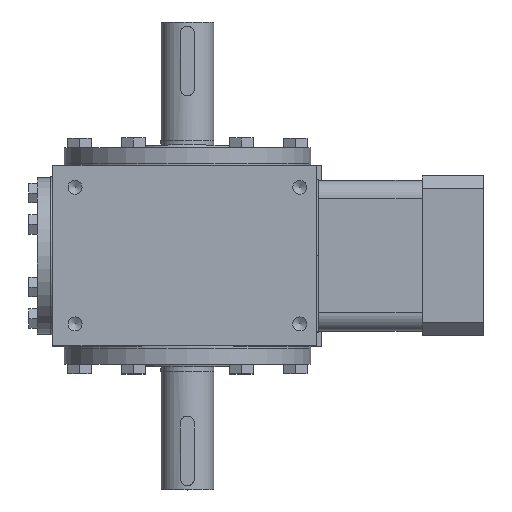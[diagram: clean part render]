
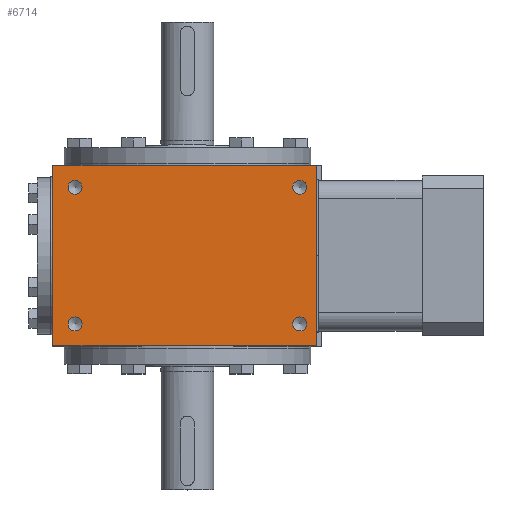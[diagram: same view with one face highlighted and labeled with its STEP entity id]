
A CAD part, top view. The second image highlights one B-rep face of the part: STEP entity #6714.
In plain terms, the highlighted planar face has unit normal (0, 0, 1).
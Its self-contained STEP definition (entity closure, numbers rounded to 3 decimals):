
#79=LINE('',#9121,#585);
#83=LINE('',#9130,#589);
#84=LINE('',#9132,#590);
#85=LINE('',#9134,#591);
#585=VECTOR('',#7651,1000.);
#589=VECTOR('',#7659,1000.);
#590=VECTOR('',#7660,1000.);
#591=VECTOR('',#7661,1000.);
#1085=PLANE('',#7096);
#1456=ORIENTED_EDGE('',*,*,#2740,.T.);
#1457=ORIENTED_EDGE('',*,*,#2746,.T.);
#1458=ORIENTED_EDGE('',*,*,#2752,.T.);
#1459=ORIENTED_EDGE('',*,*,#2785,.T.);
#1460=ORIENTED_EDGE('',*,*,#2786,.F.);
#1461=ORIENTED_EDGE('',*,*,#2787,.T.);
#1462=ORIENTED_EDGE('',*,*,#2788,.F.);
#1463=ORIENTED_EDGE('',*,*,#2781,.F.);
#2740=EDGE_CURVE('',#3412,#3412,#3909,.T.);
#2746=EDGE_CURVE('',#3420,#3420,#3915,.T.);
#2752=EDGE_CURVE('',#3428,#3428,#3921,.T.);
#2781=EDGE_CURVE('',#3457,#3459,#79,.T.);
#2785=EDGE_CURVE('',#3461,#3461,#3939,.T.);
#2786=EDGE_CURVE('',#3462,#3457,#83,.T.);
#2787=EDGE_CURVE('',#3462,#3463,#84,.T.);
#2788=EDGE_CURVE('',#3459,#3463,#85,.T.);
#3412=VERTEX_POINT('',#9012);
#3420=VERTEX_POINT('',#9032);
#3428=VERTEX_POINT('',#9052);
#3457=VERTEX_POINT('',#9119);
#3459=VERTEX_POINT('',#9122);
#3461=VERTEX_POINT('',#9129);
#3462=VERTEX_POINT('',#9131);
#3463=VERTEX_POINT('',#9133);
#3909=CIRCLE('',#7044,5.053);
#3915=CIRCLE('',#7056,5.053);
#3921=CIRCLE('',#7068,5.053);
#3939=CIRCLE('',#7097,5.053);
#4109=EDGE_LOOP('',(#1456));
#4110=EDGE_LOOP('',(#1457));
#4111=EDGE_LOOP('',(#1458));
#4112=EDGE_LOOP('',(#1459));
#4113=EDGE_LOOP('',(#1460,#1461,#1462,#1463));
#4575=FACE_BOUND('',#4109,.T.);
#4576=FACE_BOUND('',#4110,.T.);
#4577=FACE_BOUND('',#4111,.T.);
#4578=FACE_BOUND('',#4112,.T.);
#4579=FACE_BOUND('',#4113,.T.);
#6714=ADVANCED_FACE('',(#4575,#4576,#4577,#4578,#4579),#1085,.T.);
#7044=AXIS2_PLACEMENT_3D('',#9011,#7536,#7537);
#7056=AXIS2_PLACEMENT_3D('',#9031,#7560,#7561);
#7068=AXIS2_PLACEMENT_3D('',#9051,#7584,#7585);
#7096=AXIS2_PLACEMENT_3D('',#9127,#7655,#7656);
#7097=AXIS2_PLACEMENT_3D('',#9128,#7657,#7658);
#7536=DIRECTION('',(0.,0.,-1.));
#7537=DIRECTION('',(0.,-1.,0.));
#7560=DIRECTION('',(0.,0.,-1.));
#7561=DIRECTION('',(0.,-1.,0.));
#7584=DIRECTION('',(0.,0.,-1.));
#7585=DIRECTION('',(0.,-1.,0.));
#7651=DIRECTION('',(-1.,0.,0.));
#7655=DIRECTION('',(0.,0.,1.));
#7656=DIRECTION('',(1.,0.,0.));
#7657=DIRECTION('',(0.,0.,-1.));
#7658=DIRECTION('',(0.,-1.,0.));
#7659=DIRECTION('',(0.,-1.,0.));
#7660=DIRECTION('',(-1.,0.,0.));
#7661=DIRECTION('',(0.,1.,0.));
#9011=CARTESIAN_POINT('',(80.963,49.213,61.925));
#9012=CARTESIAN_POINT('',(80.963,44.16,61.925));
#9031=CARTESIAN_POINT('',(80.963,-49.213,61.925));
#9032=CARTESIAN_POINT('',(80.963,-54.266,61.925));
#9051=CARTESIAN_POINT('',(-80.963,49.213,61.925));
#9052=CARTESIAN_POINT('',(-80.963,44.16,61.925));
#9119=CARTESIAN_POINT('',(92.964,-65.024,61.925));
#9121=CARTESIAN_POINT('',(96.901,-65.024,61.925));
#9122=CARTESIAN_POINT('',(-96.901,-65.024,61.925));
#9127=CARTESIAN_POINT('',(96.901,-65.024,61.925));
#9128=CARTESIAN_POINT('',(-80.963,-49.213,61.925));
#9129=CARTESIAN_POINT('',(-80.963,-54.266,61.925));
#9130=CARTESIAN_POINT('',(92.964,262.775,61.925));
#9131=CARTESIAN_POINT('',(92.964,65.024,61.925));
#9132=CARTESIAN_POINT('',(96.901,65.024,61.925));
#9133=CARTESIAN_POINT('',(-96.901,65.024,61.925));
#9134=CARTESIAN_POINT('',(-96.901,-65.024,61.925));
